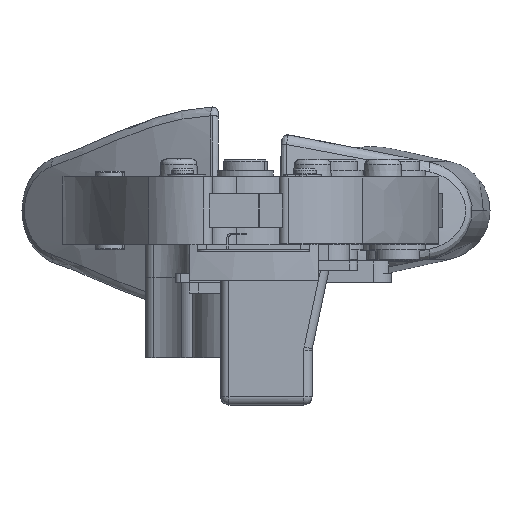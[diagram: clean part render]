
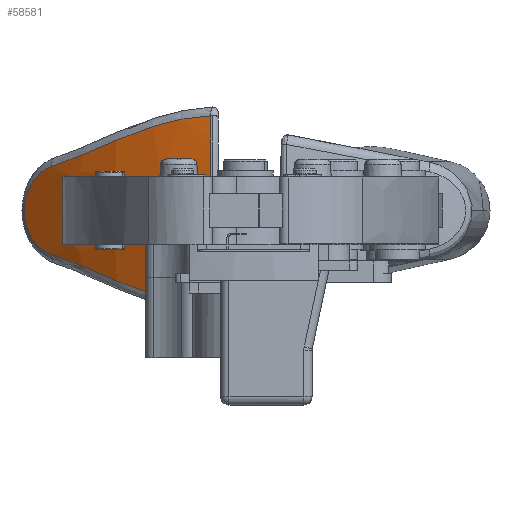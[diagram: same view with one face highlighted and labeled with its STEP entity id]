
A CAD part, left-side view. The second image highlights one B-rep face of the part: STEP entity #58581.
In plain terms, the highlighted spherical face has radius 86.8 mm.
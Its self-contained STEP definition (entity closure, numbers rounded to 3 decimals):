
#58289=AXIS2_PLACEMENT_3D('Circle Axis2P3D',#58287,#58288,$) ;
#58330=AXIS2_PLACEMENT_3D('Circle Axis2P3D',#58328,#58329,$) ;
#58494=AXIS2_PLACEMENT_3D('Sphere Axis2P3D',#58491,#58492,#58493) ;
#20257=CARTESIAN_POINT('Control Point',(67.54,50.38,29.)) ;
#20258=CARTESIAN_POINT('Control Point',(69.727,55.862,29.)) ;
#20259=CARTESIAN_POINT('Control Point',(72.38,61.157,29.)) ;
#20260=CARTESIAN_POINT('Control Point',(75.479,66.213,29.)) ;
#20261=CARTESIAN_POINT('Control Point',(78.993,70.98,29.)) ;
#20262=CARTESIAN_POINT('Control Point',(82.884,75.414,29.)) ;
#20263=CARTESIAN_POINT('Vertex',(67.54,50.38,29.)) ;
#20265=CARTESIAN_POINT('Vertex',(82.884,75.414,29.)) ;
#23350=CARTESIAN_POINT('Vertex',(82.884,75.414,41.2)) ;
#23354=CARTESIAN_POINT('Control Point',(82.884,75.414,41.2)) ;
#23355=CARTESIAN_POINT('Control Point',(82.555,75.472,37.142)) ;
#23356=CARTESIAN_POINT('Control Point',(82.555,75.472,33.058)) ;
#23357=CARTESIAN_POINT('Control Point',(82.884,75.414,29.)) ;
#25098=CARTESIAN_POINT('Vertex',(67.54,50.38,41.2)) ;
#25102=CARTESIAN_POINT('Control Point',(67.54,50.38,41.2)) ;
#25103=CARTESIAN_POINT('Control Point',(69.727,55.862,41.2)) ;
#25104=CARTESIAN_POINT('Control Point',(72.38,61.157,41.2)) ;
#25105=CARTESIAN_POINT('Control Point',(75.479,66.213,41.2)) ;
#25106=CARTESIAN_POINT('Control Point',(78.993,70.98,41.2)) ;
#25107=CARTESIAN_POINT('Control Point',(82.884,75.414,41.2)) ;
#58230=CARTESIAN_POINT('Vertex',(69.15,50.401,18.008)) ;
#58287=CARTESIAN_POINT('Axis2P3D Location',(147.526,51.441,35.1)) ;
#58325=CARTESIAN_POINT('Vertex',(69.15,50.401,52.192)) ;
#58328=CARTESIAN_POINT('Axis2P3D Location',(147.526,51.441,35.1)) ;
#58491=CARTESIAN_POINT('Axis2P3D Location',(147.966,18.306,35.1)) ;
#58497=CARTESIAN_POINT('Control Point',(69.15,50.401,52.192)) ;
#58498=CARTESIAN_POINT('Control Point',(69.719,51.823,52.148)) ;
#58499=CARTESIAN_POINT('Control Point',(70.304,53.233,52.024)) ;
#58500=CARTESIAN_POINT('Control Point',(70.902,54.625,51.825)) ;
#58501=CARTESIAN_POINT('Control Point',(72.103,57.32,51.304)) ;
#58502=CARTESIAN_POINT('Control Point',(73.364,59.932,50.569)) ;
#58503=CARTESIAN_POINT('Control Point',(73.999,61.193,50.167)) ;
#58504=CARTESIAN_POINT('Control Point',(75.625,64.283,49.088)) ;
#58505=CARTESIAN_POINT('Control Point',(77.375,67.246,47.874)) ;
#58506=CARTESIAN_POINT('Control Point',(78.475,68.979,47.128)) ;
#58507=CARTESIAN_POINT('Control Point',(80.255,71.58,45.996)) ;
#58508=CARTESIAN_POINT('Control Point',(82.19,74.101,44.931)) ;
#58509=CARTESIAN_POINT('Control Point',(82.88,74.966,44.574)) ;
#58510=CARTESIAN_POINT('Control Point',(84.005,76.321,44.031)) ;
#58511=CARTESIAN_POINT('Control Point',(85.184,77.654,43.534)) ;
#58512=CARTESIAN_POINT('Control Point',(85.626,78.143,43.357)) ;
#58513=CARTESIAN_POINT('Control Point',(86.072,78.626,43.189)) ;
#58514=CARTESIAN_POINT('Control Point',(86.526,79.105,43.029)) ;
#58515=CARTESIAN_POINT('Vertex',(86.526,79.105,43.029)) ;
#58519=CARTESIAN_POINT('Control Point',(91.258,84.021,35.1)) ;
#58520=CARTESIAN_POINT('Control Point',(91.258,84.021,35.878)) ;
#58521=CARTESIAN_POINT('Control Point',(91.184,83.946,36.656)) ;
#58522=CARTESIAN_POINT('Control Point',(91.037,83.796,37.428)) ;
#58523=CARTESIAN_POINT('Control Point',(90.638,83.388,38.78)) ;
#58524=CARTESIAN_POINT('Control Point',(89.984,82.716,40.048)) ;
#58525=CARTESIAN_POINT('Control Point',(89.647,82.367,40.581)) ;
#58526=CARTESIAN_POINT('Control Point',(88.909,81.603,41.527)) ;
#58527=CARTESIAN_POINT('Control Point',(87.998,80.653,42.294)) ;
#58528=CARTESIAN_POINT('Control Point',(87.531,80.164,42.605)) ;
#58529=CARTESIAN_POINT('Control Point',(87.037,79.644,42.853)) ;
#58530=CARTESIAN_POINT('Control Point',(86.526,79.105,43.029)) ;
#58531=CARTESIAN_POINT('Vertex',(91.258,84.021,35.1)) ;
#58535=CARTESIAN_POINT('Control Point',(86.526,79.105,27.171)) ;
#58536=CARTESIAN_POINT('Control Point',(86.943,79.544,27.315)) ;
#58537=CARTESIAN_POINT('Control Point',(87.348,79.971,27.505)) ;
#58538=CARTESIAN_POINT('Control Point',(87.736,80.378,27.74)) ;
#58539=CARTESIAN_POINT('Control Point',(88.597,81.278,28.377)) ;
#58540=CARTESIAN_POINT('Control Point',(89.323,82.033,29.184)) ;
#58541=CARTESIAN_POINT('Control Point',(89.69,82.412,29.687)) ;
#58542=CARTESIAN_POINT('Control Point',(90.479,83.226,31.005)) ;
#58543=CARTESIAN_POINT('Control Point',(90.97,83.728,32.446)) ;
#58544=CARTESIAN_POINT('Control Point',(91.162,83.923,33.325)) ;
#58545=CARTESIAN_POINT('Control Point',(91.258,84.021,34.212)) ;
#58546=CARTESIAN_POINT('Control Point',(91.258,84.021,35.1)) ;
#58547=CARTESIAN_POINT('Vertex',(86.526,79.105,27.171)) ;
#58551=CARTESIAN_POINT('Control Point',(69.15,50.401,18.008)) ;
#58552=CARTESIAN_POINT('Control Point',(70.427,53.589,18.106)) ;
#58553=CARTESIAN_POINT('Control Point',(71.78,56.72,18.607)) ;
#58554=CARTESIAN_POINT('Control Point',(73.19,59.725,19.457)) ;
#58555=CARTESIAN_POINT('Control Point',(75.165,63.525,20.812)) ;
#58556=CARTESIAN_POINT('Control Point',(77.347,67.143,22.3)) ;
#58557=CARTESIAN_POINT('Control Point',(77.888,68.01,22.664)) ;
#58558=CARTESIAN_POINT('Control Point',(79.005,69.732,23.399)) ;
#58559=CARTESIAN_POINT('Control Point',(80.181,71.418,24.126)) ;
#58560=CARTESIAN_POINT('Control Point',(80.783,72.247,24.484)) ;
#58561=CARTESIAN_POINT('Control Point',(81.827,73.636,25.075)) ;
#58562=CARTESIAN_POINT('Control Point',(82.92,75.003,25.637)) ;
#58563=CARTESIAN_POINT('Control Point',(83.377,75.56,25.863)) ;
#58564=CARTESIAN_POINT('Control Point',(84.265,76.614,26.278)) ;
#58565=CARTESIAN_POINT('Control Point',(85.185,77.655,26.667)) ;
#58566=CARTESIAN_POINT('Control Point',(85.624,78.141,26.842)) ;
#58567=CARTESIAN_POINT('Control Point',(86.072,78.625,27.011)) ;
#58568=CARTESIAN_POINT('Control Point',(86.526,79.105,27.171)) ;
#58288=DIRECTION('Axis2P3D Direction',(-0.013,1.,0.)) ;
#58329=DIRECTION('Axis2P3D Direction',(-0.013,1.,0.)) ;
#58492=DIRECTION('Axis2P3D Direction',(0.,-1.,0.)) ;
#58493=DIRECTION('Axis2P3D XDirection',(-0.94,0.,0.342)) ;
#58571=ORIENTED_EDGE('',*,*,#58332,.F.) ;
#58572=ORIENTED_EDGE('',*,*,#58517,.T.) ;
#58573=ORIENTED_EDGE('',*,*,#58533,.T.) ;
#58574=ORIENTED_EDGE('',*,*,#58549,.T.) ;
#58575=ORIENTED_EDGE('',*,*,#58569,.T.) ;
#58576=ORIENTED_EDGE('',*,*,#58291,.F.) ;
#58577=ORIENTED_EDGE('',*,*,#20267,.T.) ;
#58578=ORIENTED_EDGE('',*,*,#23358,.F.) ;
#58579=ORIENTED_EDGE('',*,*,#25108,.F.) ;
#58581=ADVANCED_FACE('Hauptk\X2\00F6\X0\rper',(#58580),#58495,.T.) ;
#20256=B_SPLINE_CURVE_WITH_KNOTS('',5,(#20257,#20258,#20259,#20260,#20261,#20262),.UNSPECIFIED.,.F.,.U.,(6,6),(0.,41.745),.UNSPECIFIED.) ;
#23353=B_SPLINE_CURVE_WITH_KNOTS('',3,(#23354,#23355,#23356,#23357),.UNSPECIFIED.,.F.,.U.,(4,4),(0.,17.282),.UNSPECIFIED.) ;
#25101=B_SPLINE_CURVE_WITH_KNOTS('',5,(#25102,#25103,#25104,#25105,#25106,#25107),.UNSPECIFIED.,.F.,.U.,(6,6),(0.,41.745),.UNSPECIFIED.) ;
#58496=B_SPLINE_CURVE_WITH_KNOTS('',5,(#58497,#58498,#58499,#58500,#58501,#58502,#58503,#58504,#58505,#58506,#58507,#58508,#58509,#58510,#58511,#58512,#58513,#58514),.UNSPECIFIED.,.F.,.U.,(6,3,3,3,3,6),(0.,10.818,21.237,36.803,45.104,49.898),.UNSPECIFIED.) ;
#58518=B_SPLINE_CURVE_WITH_KNOTS('',5,(#58519,#58520,#58521,#58522,#58523,#58524,#58525,#58526,#58527,#58528,#58529,#58530),.UNSPECIFIED.,.F.,.U.,(6,3,3,6),(0.,7.383,13.143,18.303),.UNSPECIFIED.) ;
#58534=B_SPLINE_CURVE_WITH_KNOTS('',5,(#58535,#58536,#58537,#58538,#58539,#58540,#58541,#58542,#58543,#58544,#58545,#58546),.UNSPECIFIED.,.F.,.U.,(6,3,3,6),(0.,4.203,9.874,18.297),.UNSPECIFIED.) ;
#58550=B_SPLINE_CURVE_WITH_KNOTS('',5,(#58551,#58552,#58553,#58554,#58555,#58556,#58557,#58558,#58559,#58560,#58561,#58562,#58563,#58564,#58565,#58566,#58567,#58568),.UNSPECIFIED.,.F.,.U.,(6,3,3,3,3,6),(0.,24.275,31.933,39.591,45.015,49.82),.UNSPECIFIED.) ;
#58290=CIRCLE('generated circle',#58289,80.225) ;
#58331=CIRCLE('generated circle',#58330,80.225) ;
#20267=EDGE_CURVE('',#20264,#20266,#20256,.T.) ;
#23358=EDGE_CURVE('',#23351,#20266,#23353,.T.) ;
#25108=EDGE_CURVE('',#25099,#23351,#25101,.T.) ;
#58291=EDGE_CURVE('',#20264,#58231,#58290,.F.) ;
#58332=EDGE_CURVE('',#58326,#25099,#58331,.F.) ;
#58517=EDGE_CURVE('',#58326,#58516,#58496,.T.) ;
#58533=EDGE_CURVE('',#58516,#58532,#58518,.F.) ;
#58549=EDGE_CURVE('',#58532,#58548,#58534,.F.) ;
#58569=EDGE_CURVE('',#58548,#58231,#58550,.F.) ;
#58570=EDGE_LOOP('',(#58571,#58572,#58573,#58574,#58575,#58576,#58577,#58578,#58579)) ;
#58580=FACE_OUTER_BOUND('',#58570,.T.) ;
#58495=SPHERICAL_SURFACE('',#58494,86.8) ;
#20264=VERTEX_POINT('',#20263) ;
#20266=VERTEX_POINT('',#20265) ;
#23351=VERTEX_POINT('',#23350) ;
#25099=VERTEX_POINT('',#25098) ;
#58231=VERTEX_POINT('',#58230) ;
#58326=VERTEX_POINT('',#58325) ;
#58516=VERTEX_POINT('',#58515) ;
#58532=VERTEX_POINT('',#58531) ;
#58548=VERTEX_POINT('',#58547) ;
